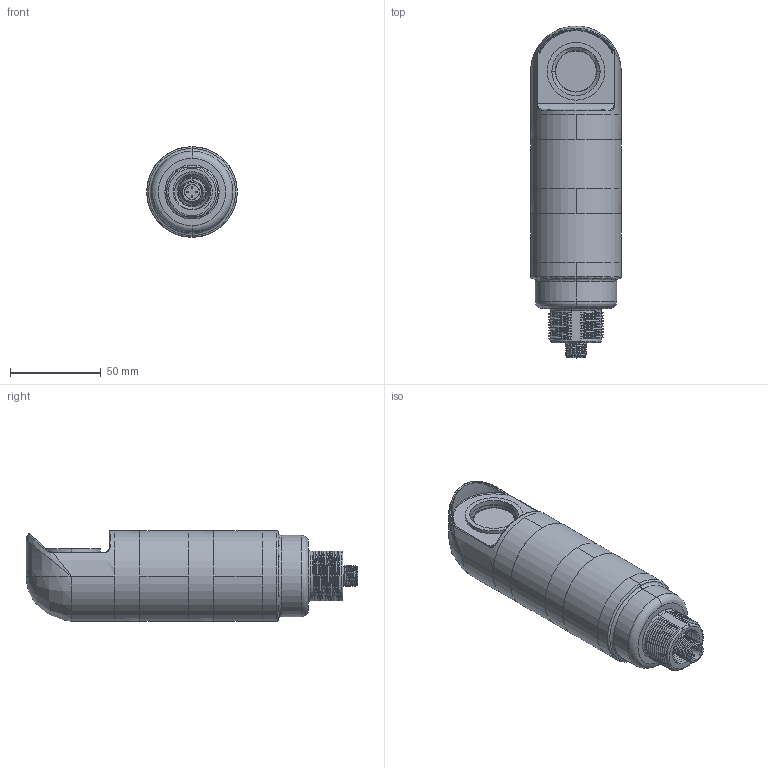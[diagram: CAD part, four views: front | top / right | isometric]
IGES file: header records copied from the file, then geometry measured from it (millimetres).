
Start section:  PTC IGES file: 154238.igs
Global section: file name: 154238.igs; native system: Pro/ENGINEER by Parametric Technology Corporation; preprocessor: 2009141; author: banengservice; organization: Unknown; date: 20100909.131136; units: inch
Bounding box: 50 x 183.1 x 50 mm (x, y, z)
Volume: 61458 mm3; surface area: 84402.7 mm2
Topology: 4 solids, 6 shells, 1257 faces, 3370 edges, 2174 vertices
Faces by surface type: bspline 782, revolution 475
